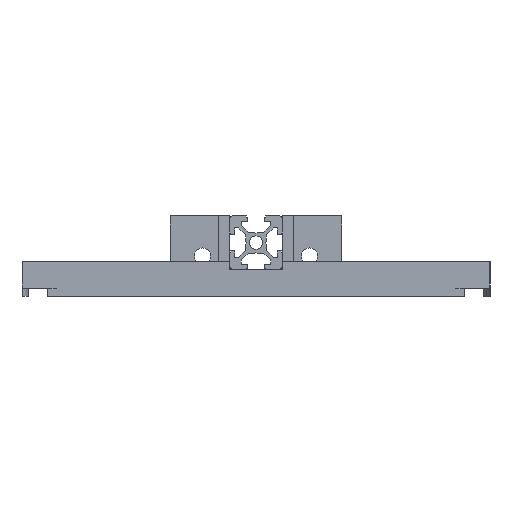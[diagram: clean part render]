
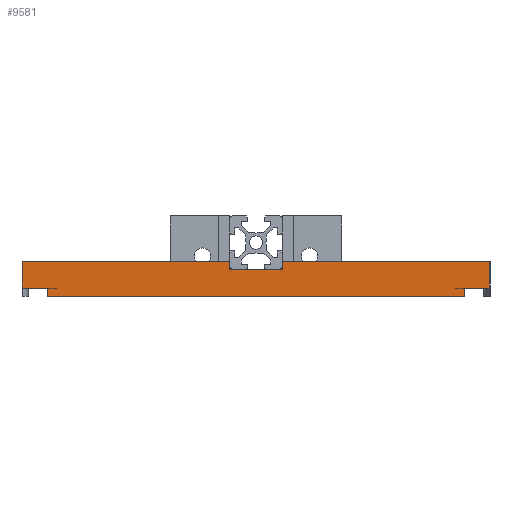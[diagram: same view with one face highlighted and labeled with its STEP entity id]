
A CAD part, front view. The second image highlights one B-rep face of the part: STEP entity #9581.
In plain terms, the highlighted planar face has unit normal (0, -1, 0).
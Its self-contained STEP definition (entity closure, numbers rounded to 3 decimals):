
#202 = CARTESIAN_POINT ( 'NONE',  ( 78.095, -87.5, 20. ) ) ;
#297 = AXIS2_PLACEMENT_3D ( 'NONE', #9304, #7054, #12757 ) ;
#379 = VERTEX_POINT ( 'NONE', #6809 ) ;
#688 = ORIENTED_EDGE ( 'NONE', *, *, #6988, .F. ) ;
#883 = VERTEX_POINT ( 'NONE', #3843 ) ;
#932 = ORIENTED_EDGE ( 'NONE', *, *, #1098, .T. ) ;
#1056 = CARTESIAN_POINT ( 'NONE',  ( -87.5, -87.5, 10. ) ) ;
#1098 = EDGE_CURVE ( 'NONE', #12910, #3396, #10465, .T. ) ;
#1377 = LINE ( 'NONE', #8439, #6298 ) ;
#1546 = EDGE_CURVE ( 'NONE', #7530, #2344, #14802, .T. ) ;
#1666 = DIRECTION ( 'NONE',  ( -1., 0., 0. ) ) ;
#1740 = CARTESIAN_POINT ( 'NONE',  ( -10., -87.5, 10. ) ) ;
#2344 = VERTEX_POINT ( 'NONE', #8011 ) ;
#2394 = CARTESIAN_POINT ( 'NONE',  ( -87.5, -87.5, 20. ) ) ;
#2442 = VECTOR ( 'NONE', #5775, 1000. ) ;
#2686 = VECTOR ( 'NONE', #6668, 1000. ) ;
#2715 = EDGE_CURVE ( 'NONE', #2995, #883, #1377, .T. ) ;
#2753 = VECTOR ( 'NONE', #3462, 1000. ) ;
#2995 = VERTEX_POINT ( 'NONE', #12874 ) ;
#3029 = ORIENTED_EDGE ( 'NONE', *, *, #13909, .F. ) ;
#3073 = VECTOR ( 'NONE', #7009, 1000. ) ;
#3295 = LINE ( 'NONE', #2394, #2442 ) ;
#3396 = VERTEX_POINT ( 'NONE', #14140 ) ;
#3462 = DIRECTION ( 'NONE',  ( 0., 0., -1. ) ) ;
#3594 = PLANE ( 'NONE',  #297 ) ;
#3683 = CARTESIAN_POINT ( 'NONE',  ( 78.095, -87.5, 23. ) ) ;
#3843 = CARTESIAN_POINT ( 'NONE',  ( -10., -87.5, 10. ) ) ;
#4002 = VERTEX_POINT ( 'NONE', #6708 ) ;
#4110 = DIRECTION ( 'NONE',  ( 0., 0., -1. ) ) ;
#4178 = VECTOR ( 'NONE', #4110, 1000. ) ;
#4340 = VECTOR ( 'NONE', #14127, 1000. ) ;
#4438 = ORIENTED_EDGE ( 'NONE', *, *, #10590, .F. ) ;
#4592 = LINE ( 'NONE', #6933, #7280 ) ;
#4618 = ORIENTED_EDGE ( 'NONE', *, *, #11099, .F. ) ;
#4821 = CARTESIAN_POINT ( 'NONE',  ( 10., -87.5, 13. ) ) ;
#5024 = VERTEX_POINT ( 'NONE', #1056 ) ;
#5115 = VECTOR ( 'NONE', #13237, 1000. ) ;
#5213 = VERTEX_POINT ( 'NONE', #13671 ) ;
#5611 = EDGE_CURVE ( 'NONE', #379, #4002, #10087, .T. ) ;
#5620 = CARTESIAN_POINT ( 'NONE',  ( 78.095, -87.5, 109. ) ) ;
#5775 = DIRECTION ( 'NONE',  ( 1., 0., 0. ) ) ;
#5862 = CARTESIAN_POINT ( 'NONE',  ( 10., -87.5, 13. ) ) ;
#6008 = ORIENTED_EDGE ( 'NONE', *, *, #8787, .F. ) ;
#6110 = ORIENTED_EDGE ( 'NONE', *, *, #5611, .F. ) ;
#6298 = VECTOR ( 'NONE', #7395, 1000. ) ;
#6668 = DIRECTION ( 'NONE',  ( -1., 0., 0. ) ) ;
#6708 = CARTESIAN_POINT ( 'NONE',  ( -78.095, -87.5, 23. ) ) ;
#6809 = CARTESIAN_POINT ( 'NONE',  ( -78.095, -87.5, 20. ) ) ;
#6933 = CARTESIAN_POINT ( 'NONE',  ( -10., -87.5, 13. ) ) ;
#6988 = EDGE_CURVE ( 'NONE', #12910, #2995, #4592, .T. ) ;
#7009 = DIRECTION ( 'NONE',  ( 0., 0., -1. ) ) ;
#7054 = DIRECTION ( 'NONE',  ( 0., 1., 0. ) ) ;
#7105 = VECTOR ( 'NONE', #12684, 1000. ) ;
#7149 = CARTESIAN_POINT ( 'NONE',  ( -87.5, -87.5, 23. ) ) ;
#7280 = VECTOR ( 'NONE', #13610, 1000. ) ;
#7395 = DIRECTION ( 'NONE',  ( 0., 0., -1. ) ) ;
#7530 = VERTEX_POINT ( 'NONE', #202 ) ;
#7607 = CARTESIAN_POINT ( 'NONE',  ( -78.095, -87.5, 109. ) ) ;
#7678 = EDGE_CURVE ( 'NONE', #2344, #5213, #10890, .T. ) ;
#8011 = CARTESIAN_POINT ( 'NONE',  ( 87.5, -87.5, 20. ) ) ;
#8285 = LINE ( 'NONE', #12791, #3073 ) ;
#8340 = LINE ( 'NONE', #7149, #4340 ) ;
#8439 = CARTESIAN_POINT ( 'NONE',  ( -10., -87.5, 13. ) ) ;
#8544 = EDGE_CURVE ( 'NONE', #11472, #379, #3295, .T. ) ;
#8787 = EDGE_CURVE ( 'NONE', #883, #5024, #14568, .T. ) ;
#8926 = CARTESIAN_POINT ( 'NONE',  ( -87.5, -87.5, 20. ) ) ;
#9052 = EDGE_LOOP ( 'NONE', ( #4438, #4618, #6110, #9677, #11656, #6008, #14010, #688, #932, #3029, #9354, #10126 ) ) ;
#9304 = CARTESIAN_POINT ( 'NONE',  ( -87.5, -87.5, 20. ) ) ;
#9354 = ORIENTED_EDGE ( 'NONE', *, *, #7678, .F. ) ;
#9581 = ADVANCED_FACE ( 'NONE', ( #12682 ), #3594, .F. ) ;
#9621 = VECTOR ( 'NONE', #10214, 1000. ) ;
#9677 = ORIENTED_EDGE ( 'NONE', *, *, #8544, .F. ) ;
#9984 = CARTESIAN_POINT ( 'NONE',  ( 87.5, -87.5, 20. ) ) ;
#10087 = LINE ( 'NONE', #7607, #5115 ) ;
#10126 = ORIENTED_EDGE ( 'NONE', *, *, #1546, .F. ) ;
#10214 = DIRECTION ( 'NONE',  ( 0., 0., -1. ) ) ;
#10465 = LINE ( 'NONE', #5862, #2753 ) ;
#10590 = EDGE_CURVE ( 'NONE', #12125, #7530, #11179, .T. ) ;
#10890 = LINE ( 'NONE', #9984, #4178 ) ;
#11031 = CARTESIAN_POINT ( 'NONE',  ( -10., -87.5, 10. ) ) ;
#11099 = EDGE_CURVE ( 'NONE', #4002, #12125, #8340, .T. ) ;
#11179 = LINE ( 'NONE', #5620, #9621 ) ;
#11472 = VERTEX_POINT ( 'NONE', #13854 ) ;
#11656 = ORIENTED_EDGE ( 'NONE', *, *, #12966, .T. ) ;
#12125 = VERTEX_POINT ( 'NONE', #3683 ) ;
#12682 = FACE_OUTER_BOUND ( 'NONE', #9052, .T. ) ;
#12684 = DIRECTION ( 'NONE',  ( 1., 0., 0. ) ) ;
#12757 = DIRECTION ( 'NONE',  ( 0., 0., 1. ) ) ;
#12791 = CARTESIAN_POINT ( 'NONE',  ( -87.5, -87.5, 20. ) ) ;
#12874 = CARTESIAN_POINT ( 'NONE',  ( -10., -87.5, 13. ) ) ;
#12910 = VERTEX_POINT ( 'NONE', #4821 ) ;
#12966 = EDGE_CURVE ( 'NONE', #11472, #5024, #8285, .T. ) ;
#13106 = LINE ( 'NONE', #1740, #13652 ) ;
#13237 = DIRECTION ( 'NONE',  ( 0., 0., 1. ) ) ;
#13610 = DIRECTION ( 'NONE',  ( -1., 0., 0. ) ) ;
#13652 = VECTOR ( 'NONE', #1666, 1000. ) ;
#13671 = CARTESIAN_POINT ( 'NONE',  ( 87.5, -87.5, 10. ) ) ;
#13854 = CARTESIAN_POINT ( 'NONE',  ( -87.5, -87.5, 20. ) ) ;
#13909 = EDGE_CURVE ( 'NONE', #5213, #3396, #13106, .T. ) ;
#14010 = ORIENTED_EDGE ( 'NONE', *, *, #2715, .F. ) ;
#14127 = DIRECTION ( 'NONE',  ( 1., 0., 0. ) ) ;
#14140 = CARTESIAN_POINT ( 'NONE',  ( 10., -87.5, 10. ) ) ;
#14568 = LINE ( 'NONE', #11031, #2686 ) ;
#14802 = LINE ( 'NONE', #8926, #7105 ) ;
